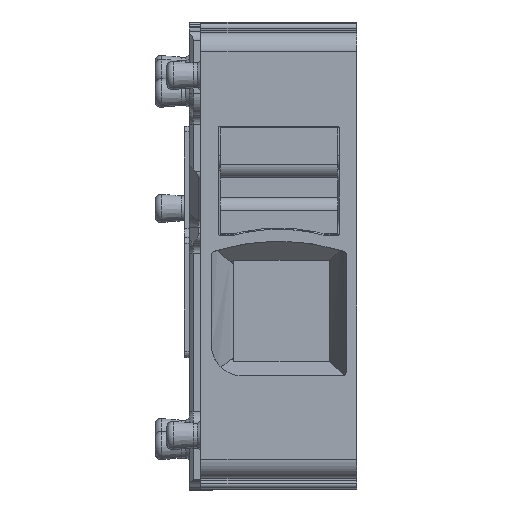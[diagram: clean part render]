
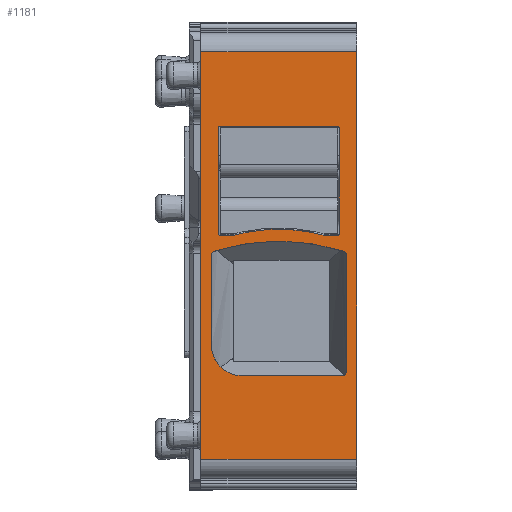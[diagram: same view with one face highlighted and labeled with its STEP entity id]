
A CAD part, top view. The second image highlights one B-rep face of the part: STEP entity #1181.
In plain terms, the highlighted planar face has unit normal (0, 0, 1).
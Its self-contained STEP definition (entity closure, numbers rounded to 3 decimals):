
#997=AXIS2_PLACEMENT_3D('Plane Axis2P3D',#994,#995,#996) ;
#1019=AXIS2_PLACEMENT_3D('Circle Axis2P3D',#1017,#1018,$) ;
#1035=AXIS2_PLACEMENT_3D('Circle Axis2P3D',#1033,#1034,$) ;
#1042=AXIS2_PLACEMENT_3D('Circle Axis2P3D',#1040,#1041,$) ;
#1049=AXIS2_PLACEMENT_3D('Circle Axis2P3D',#1047,#1048,$) ;
#1063=AXIS2_PLACEMENT_3D('Circle Axis2P3D',#1061,#1062,$) ;
#1085=AXIS2_PLACEMENT_3D('Circle Axis2P3D',#1083,#1084,$) ;
#1101=AXIS2_PLACEMENT_3D('Circle Axis2P3D',#1099,#1100,$) ;
#1115=AXIS2_PLACEMENT_3D('Circle Axis2P3D',#1113,#1114,$) ;
#1129=AXIS2_PLACEMENT_3D('Circle Axis2P3D',#1127,#1128,$) ;
#1143=AXIS2_PLACEMENT_3D('Circle Axis2P3D',#1141,#1142,$) ;
#1150=AXIS2_PLACEMENT_3D('Circle Axis2P3D',#1148,#1149,$) ;
#1157=AXIS2_PLACEMENT_3D('Circle Axis2P3D',#1155,#1156,$) ;
#847=CARTESIAN_POINT('Vertex',(10.47,22.725,50.95)) ;
#850=CARTESIAN_POINT('Line Origine',(10.47,12.15,50.95)) ;
#854=CARTESIAN_POINT('Vertex',(10.47,1.575,50.95)) ;
#967=CARTESIAN_POINT('Line Origine',(6.77,1.575,50.95)) ;
#971=CARTESIAN_POINT('Vertex',(2.37,1.575,50.95)) ;
#994=CARTESIAN_POINT('Axis2P3D Location',(2.37,8.3,50.95)) ;
#999=CARTESIAN_POINT('Line Origine',(6.42,22.725,50.95)) ;
#1003=CARTESIAN_POINT('Vertex',(2.37,22.725,50.95)) ;
#1006=CARTESIAN_POINT('Line Origine',(2.37,12.15,50.95)) ;
#1017=CARTESIAN_POINT('Axis2P3D Location',(4.52,7.5,50.95)) ;
#1021=CARTESIAN_POINT('Vertex',(2.92,7.5,50.95)) ;
#1023=CARTESIAN_POINT('Vertex',(4.52,5.9,50.95)) ;
#1026=CARTESIAN_POINT('Line Origine',(2.92,9.842,50.95)) ;
#1030=CARTESIAN_POINT('Vertex',(2.92,12.183,50.95)) ;
#1033=CARTESIAN_POINT('Axis2P3D Location',(3.12,12.183,50.95)) ;
#1037=CARTESIAN_POINT('Vertex',(3.059,12.374,50.95)) ;
#1040=CARTESIAN_POINT('Axis2P3D Location',(6.42,1.9,50.95)) ;
#1044=CARTESIAN_POINT('Vertex',(9.781,12.374,50.95)) ;
#1047=CARTESIAN_POINT('Axis2P3D Location',(9.72,12.183,50.95)) ;
#1051=CARTESIAN_POINT('Vertex',(9.92,12.183,50.95)) ;
#1054=CARTESIAN_POINT('Line Origine',(9.92,9.142,50.95)) ;
#1058=CARTESIAN_POINT('Vertex',(9.92,6.1,50.95)) ;
#1061=CARTESIAN_POINT('Axis2P3D Location',(9.72,6.1,50.95)) ;
#1065=CARTESIAN_POINT('Vertex',(9.72,5.9,50.95)) ;
#1068=CARTESIAN_POINT('Line Origine',(7.12,5.9,50.95)) ;
#1083=CARTESIAN_POINT('Axis2P3D Location',(3.37,13.3,50.95)) ;
#1087=CARTESIAN_POINT('Vertex',(3.27,13.3,50.95)) ;
#1089=CARTESIAN_POINT('Vertex',(3.37,13.2,50.95)) ;
#1092=CARTESIAN_POINT('Line Origine',(3.27,16.025,50.95)) ;
#1096=CARTESIAN_POINT('Vertex',(3.27,18.75,50.95)) ;
#1099=CARTESIAN_POINT('Axis2P3D Location',(3.37,18.75,50.95)) ;
#1103=CARTESIAN_POINT('Vertex',(3.37,18.85,50.95)) ;
#1106=CARTESIAN_POINT('Line Origine',(6.42,18.85,50.95)) ;
#1110=CARTESIAN_POINT('Vertex',(9.47,18.85,50.95)) ;
#1113=CARTESIAN_POINT('Axis2P3D Location',(9.47,18.75,50.95)) ;
#1117=CARTESIAN_POINT('Vertex',(9.57,18.75,50.95)) ;
#1120=CARTESIAN_POINT('Line Origine',(9.57,16.025,50.95)) ;
#1124=CARTESIAN_POINT('Vertex',(9.57,13.3,50.95)) ;
#1127=CARTESIAN_POINT('Axis2P3D Location',(9.47,13.3,50.95)) ;
#1131=CARTESIAN_POINT('Vertex',(9.47,13.2,50.95)) ;
#1134=CARTESIAN_POINT('Line Origine',(9.12,13.2,50.95)) ;
#1138=CARTESIAN_POINT('Vertex',(8.77,13.2,50.95)) ;
#1141=CARTESIAN_POINT('Axis2P3D Location',(5.141,-1.56,50.95)) ;
#1145=CARTESIAN_POINT('Vertex',(7.959,13.376,50.95)) ;
#1148=CARTESIAN_POINT('Axis2P3D Location',(6.42,5.22,50.95)) ;
#1152=CARTESIAN_POINT('Vertex',(4.881,13.376,50.95)) ;
#1155=CARTESIAN_POINT('Axis2P3D Location',(7.699,-1.56,50.95)) ;
#1159=CARTESIAN_POINT('Vertex',(4.07,13.2,50.95)) ;
#1162=CARTESIAN_POINT('Line Origine',(3.72,13.2,50.95)) ;
#851=DIRECTION('Vector Direction',(0.,-1.,0.)) ;
#968=DIRECTION('Vector Direction',(1.,0.,0.)) ;
#995=DIRECTION('Axis2P3D Direction',(0.,0.,-1.)) ;
#996=DIRECTION('Axis2P3D XDirection',(1.,0.,0.)) ;
#1000=DIRECTION('Vector Direction',(1.,0.,0.)) ;
#1007=DIRECTION('Vector Direction',(0.,-1.,0.)) ;
#1018=DIRECTION('Axis2P3D Direction',(0.,0.,-1.)) ;
#1027=DIRECTION('Vector Direction',(0.,-1.,0.)) ;
#1034=DIRECTION('Axis2P3D Direction',(0.,0.,-1.)) ;
#1041=DIRECTION('Axis2P3D Direction',(0.,0.,-1.)) ;
#1048=DIRECTION('Axis2P3D Direction',(0.,0.,-1.)) ;
#1055=DIRECTION('Vector Direction',(0.,-1.,0.)) ;
#1062=DIRECTION('Axis2P3D Direction',(0.,0.,-1.)) ;
#1069=DIRECTION('Vector Direction',(1.,0.,0.)) ;
#1084=DIRECTION('Axis2P3D Direction',(0.,0.,-1.)) ;
#1093=DIRECTION('Vector Direction',(0.,1.,0.)) ;
#1100=DIRECTION('Axis2P3D Direction',(0.,0.,-1.)) ;
#1107=DIRECTION('Vector Direction',(-1.,0.,0.)) ;
#1114=DIRECTION('Axis2P3D Direction',(0.,0.,-1.)) ;
#1121=DIRECTION('Vector Direction',(0.,1.,0.)) ;
#1128=DIRECTION('Axis2P3D Direction',(0.,0.,-1.)) ;
#1135=DIRECTION('Vector Direction',(-1.,0.,0.)) ;
#1142=DIRECTION('Axis2P3D Direction',(0.,0.,-1.)) ;
#1149=DIRECTION('Axis2P3D Direction',(0.,0.,-1.)) ;
#1156=DIRECTION('Axis2P3D Direction',(0.,0.,-1.)) ;
#1163=DIRECTION('Vector Direction',(-1.,0.,0.)) ;
#852=VECTOR('Line Direction',#851,1.) ;
#969=VECTOR('Line Direction',#968,1.) ;
#1001=VECTOR('Line Direction',#1000,1.) ;
#1008=VECTOR('Line Direction',#1007,1.) ;
#1028=VECTOR('Line Direction',#1027,1.) ;
#1056=VECTOR('Line Direction',#1055,1.) ;
#1070=VECTOR('Line Direction',#1069,1.) ;
#1094=VECTOR('Line Direction',#1093,1.) ;
#1108=VECTOR('Line Direction',#1107,1.) ;
#1122=VECTOR('Line Direction',#1121,1.) ;
#1136=VECTOR('Line Direction',#1135,1.) ;
#1164=VECTOR('Line Direction',#1163,1.) ;
#1012=ORIENTED_EDGE('',*,*,#973,.T.) ;
#1013=ORIENTED_EDGE('',*,*,#856,.F.) ;
#1014=ORIENTED_EDGE('',*,*,#1005,.F.) ;
#1015=ORIENTED_EDGE('',*,*,#1010,.T.) ;
#1074=ORIENTED_EDGE('',*,*,#1025,.F.) ;
#1075=ORIENTED_EDGE('',*,*,#1032,.F.) ;
#1076=ORIENTED_EDGE('',*,*,#1039,.F.) ;
#1077=ORIENTED_EDGE('',*,*,#1046,.F.) ;
#1078=ORIENTED_EDGE('',*,*,#1053,.F.) ;
#1079=ORIENTED_EDGE('',*,*,#1060,.T.) ;
#1080=ORIENTED_EDGE('',*,*,#1067,.F.) ;
#1081=ORIENTED_EDGE('',*,*,#1072,.F.) ;
#1168=ORIENTED_EDGE('',*,*,#1091,.F.) ;
#1169=ORIENTED_EDGE('',*,*,#1098,.T.) ;
#1170=ORIENTED_EDGE('',*,*,#1105,.F.) ;
#1171=ORIENTED_EDGE('',*,*,#1112,.F.) ;
#1172=ORIENTED_EDGE('',*,*,#1119,.F.) ;
#1173=ORIENTED_EDGE('',*,*,#1126,.F.) ;
#1174=ORIENTED_EDGE('',*,*,#1133,.F.) ;
#1175=ORIENTED_EDGE('',*,*,#1140,.T.) ;
#1176=ORIENTED_EDGE('',*,*,#1147,.T.) ;
#1177=ORIENTED_EDGE('',*,*,#1154,.T.) ;
#1178=ORIENTED_EDGE('',*,*,#1161,.T.) ;
#1179=ORIENTED_EDGE('',*,*,#1166,.T.) ;
#1082=FACE_BOUND('',#1073,.T.) ;
#1180=FACE_BOUND('',#1167,.T.) ;
#1181=ADVANCED_FACE('MLD_APG_6_R.1\\MLD_APG_6_R',(#1016,#1082,#1180),#998,.F.) ;
#1020=CIRCLE('generated circle',#1019,1.6) ;
#1036=CIRCLE('generated circle',#1035,0.2) ;
#1043=CIRCLE('generated circle',#1042,11.) ;
#1050=CIRCLE('generated circle',#1049,0.2) ;
#1064=CIRCLE('generated circle',#1063,0.2) ;
#1086=CIRCLE('generated circle',#1085,0.1) ;
#1102=CIRCLE('generated circle',#1101,0.1) ;
#1116=CIRCLE('generated circle',#1115,0.1) ;
#1130=CIRCLE('generated circle',#1129,0.1) ;
#1144=CIRCLE('generated circle',#1143,15.2) ;
#1151=CIRCLE('generated circle',#1150,8.3) ;
#1158=CIRCLE('generated circle',#1157,15.2) ;
#856=EDGE_CURVE('',#848,#855,#853,.T.) ;
#973=EDGE_CURVE('',#972,#855,#970,.T.) ;
#1005=EDGE_CURVE('',#1004,#848,#1002,.T.) ;
#1010=EDGE_CURVE('',#1004,#972,#1009,.T.) ;
#1025=EDGE_CURVE('',#1022,#1024,#1020,.F.) ;
#1032=EDGE_CURVE('',#1031,#1022,#1029,.T.) ;
#1039=EDGE_CURVE('',#1038,#1031,#1036,.F.) ;
#1046=EDGE_CURVE('',#1045,#1038,#1043,.F.) ;
#1053=EDGE_CURVE('',#1052,#1045,#1050,.F.) ;
#1060=EDGE_CURVE('',#1052,#1059,#1057,.T.) ;
#1067=EDGE_CURVE('',#1066,#1059,#1064,.F.) ;
#1072=EDGE_CURVE('',#1024,#1066,#1071,.T.) ;
#1091=EDGE_CURVE('',#1088,#1090,#1086,.F.) ;
#1098=EDGE_CURVE('',#1088,#1097,#1095,.T.) ;
#1105=EDGE_CURVE('',#1104,#1097,#1102,.F.) ;
#1112=EDGE_CURVE('',#1111,#1104,#1109,.T.) ;
#1119=EDGE_CURVE('',#1118,#1111,#1116,.F.) ;
#1126=EDGE_CURVE('',#1125,#1118,#1123,.T.) ;
#1133=EDGE_CURVE('',#1132,#1125,#1130,.F.) ;
#1140=EDGE_CURVE('',#1132,#1139,#1137,.T.) ;
#1147=EDGE_CURVE('',#1139,#1146,#1144,.F.) ;
#1154=EDGE_CURVE('',#1146,#1153,#1151,.F.) ;
#1161=EDGE_CURVE('',#1153,#1160,#1158,.F.) ;
#1166=EDGE_CURVE('',#1160,#1090,#1165,.T.) ;
#1011=EDGE_LOOP('',(#1012,#1013,#1014,#1015)) ;
#1073=EDGE_LOOP('',(#1074,#1075,#1076,#1077,#1078,#1079,#1080,#1081)) ;
#1167=EDGE_LOOP('',(#1168,#1169,#1170,#1171,#1172,#1173,#1174,#1175,#1176,#1177,#1178,#1179)) ;
#1016=FACE_OUTER_BOUND('',#1011,.T.) ;
#853=LINE('Line',#850,#852) ;
#970=LINE('Line',#967,#969) ;
#1002=LINE('Line',#999,#1001) ;
#1009=LINE('Line',#1006,#1008) ;
#1029=LINE('Line',#1026,#1028) ;
#1057=LINE('Line',#1054,#1056) ;
#1071=LINE('Line',#1068,#1070) ;
#1095=LINE('Line',#1092,#1094) ;
#1109=LINE('Line',#1106,#1108) ;
#1123=LINE('Line',#1120,#1122) ;
#1137=LINE('Line',#1134,#1136) ;
#1165=LINE('Line',#1162,#1164) ;
#998=PLANE('',#997) ;
#848=VERTEX_POINT('',#847) ;
#855=VERTEX_POINT('',#854) ;
#972=VERTEX_POINT('',#971) ;
#1004=VERTEX_POINT('',#1003) ;
#1022=VERTEX_POINT('',#1021) ;
#1024=VERTEX_POINT('',#1023) ;
#1031=VERTEX_POINT('',#1030) ;
#1038=VERTEX_POINT('',#1037) ;
#1045=VERTEX_POINT('',#1044) ;
#1052=VERTEX_POINT('',#1051) ;
#1059=VERTEX_POINT('',#1058) ;
#1066=VERTEX_POINT('',#1065) ;
#1088=VERTEX_POINT('',#1087) ;
#1090=VERTEX_POINT('',#1089) ;
#1097=VERTEX_POINT('',#1096) ;
#1104=VERTEX_POINT('',#1103) ;
#1111=VERTEX_POINT('',#1110) ;
#1118=VERTEX_POINT('',#1117) ;
#1125=VERTEX_POINT('',#1124) ;
#1132=VERTEX_POINT('',#1131) ;
#1139=VERTEX_POINT('',#1138) ;
#1146=VERTEX_POINT('',#1145) ;
#1153=VERTEX_POINT('',#1152) ;
#1160=VERTEX_POINT('',#1159) ;
